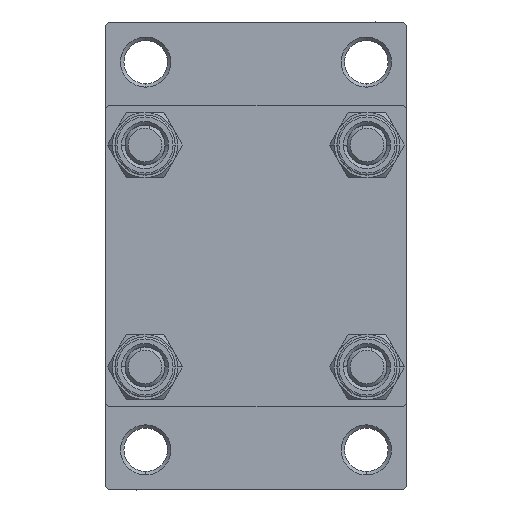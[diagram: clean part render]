
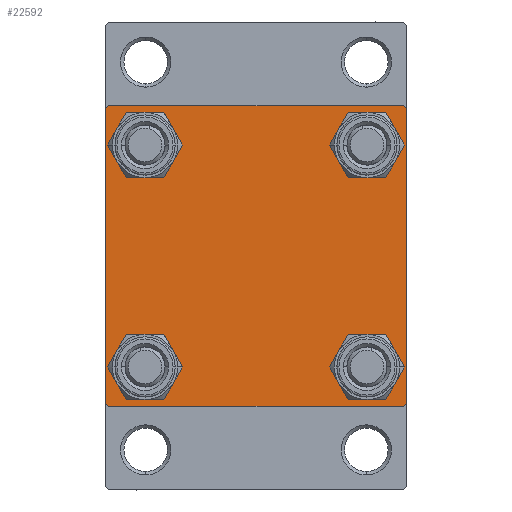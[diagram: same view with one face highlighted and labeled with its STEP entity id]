
A CAD part, left-side view. The second image highlights one B-rep face of the part: STEP entity #22592.
In plain terms, the highlighted planar face has unit normal (-1, 0, 0).
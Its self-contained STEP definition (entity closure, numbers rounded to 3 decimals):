
#155 = VERTEX_POINT ( 'NONE', #32884 ) ;
#271 = CIRCLE ( 'NONE', #44059, 3.5 ) ;
#336 = AXIS2_PLACEMENT_3D ( 'NONE', #41658, #46476, #12806 ) ;
#625 = CARTESIAN_POINT ( 'NONE',  ( 0., -22., 22.5 ) ) ;
#942 = DIRECTION ( 'NONE',  ( 1., 0., 0. ) ) ;
#1006 = EDGE_CURVE ( 'NONE', #7426, #28395, #2435, .T. ) ;
#2235 = VERTEX_POINT ( 'NONE', #14658 ) ;
#2435 = LINE ( 'NONE', #36734, #45060 ) ;
#2931 = DIRECTION ( 'NONE',  ( 0., 0., 1. ) ) ;
#3184 = DIRECTION ( 'NONE',  ( 1., 0., 0. ) ) ;
#4374 = VECTOR ( 'NONE', #28306, 1000. ) ;
#5101 = AXIS2_PLACEMENT_3D ( 'NONE', #40198, #24795, #2931 ) ;
#5594 = PLANE ( 'NONE',  #336 ) ;
#6978 = CARTESIAN_POINT ( 'NONE',  ( 0., -16.6, 20.1 ) ) ;
#7039 = DIRECTION ( 'NONE',  ( 0., 0., 1. ) ) ;
#7426 = VERTEX_POINT ( 'NONE', #20549 ) ;
#7619 = CARTESIAN_POINT ( 'NONE',  ( 0., 16.6, -16.6 ) ) ;
#8417 = AXIS2_PLACEMENT_3D ( 'NONE', #39974, #3184, #7039 ) ;
#8585 = CIRCLE ( 'NONE', #36204, 3.5 ) ;
#8764 = CARTESIAN_POINT ( 'NONE',  ( 0., -16.6, -13.1 ) ) ;
#9007 = CARTESIAN_POINT ( 'NONE',  ( 0., 16.6, -16.6 ) ) ;
#9193 = CIRCLE ( 'NONE', #25318, 3.5 ) ;
#9196 = FACE_BOUND ( 'NONE', #31139, .T. ) ;
#9214 = CARTESIAN_POINT ( 'NONE',  ( 0., 16.6, 16.6 ) ) ;
#9228 = DIRECTION ( 'NONE',  ( 1., 0., 0. ) ) ;
#9677 = FACE_BOUND ( 'NONE', #45562, .T. ) ;
#9684 = DIRECTION ( 'NONE',  ( 0., 0.707, -0.707 ) ) ;
#9789 = ORIENTED_EDGE ( 'NONE', *, *, #32125, .T. ) ;
#9911 = CIRCLE ( 'NONE', #33666, 3.5 ) ;
#10270 = VECTOR ( 'NONE', #35927, 1000. ) ;
#11052 = LINE ( 'NONE', #29056, #28634 ) ;
#11396 = EDGE_CURVE ( 'NONE', #19054, #40333, #20986, .T. ) ;
#11464 = DIRECTION ( 'NONE',  ( 0., 0., 1. ) ) ;
#11940 = VERTEX_POINT ( 'NONE', #37121 ) ;
#12430 = ORIENTED_EDGE ( 'NONE', *, *, #18012, .T. ) ;
#12572 = FACE_BOUND ( 'NONE', #45089, .T. ) ;
#12806 = DIRECTION ( 'NONE',  ( 0., 0., 1. ) ) ;
#13341 = EDGE_CURVE ( 'NONE', #2235, #23789, #9193, .T. ) ;
#13359 = ORIENTED_EDGE ( 'NONE', *, *, #21147, .F. ) ;
#13483 = CARTESIAN_POINT ( 'NONE',  ( 0., 16.6, 20.1 ) ) ;
#13538 = LINE ( 'NONE', #28173, #30447 ) ;
#13912 = VERTEX_POINT ( 'NONE', #19785 ) ;
#14088 = CARTESIAN_POINT ( 'NONE',  ( 0., 22.25, -22.25 ) ) ;
#14658 = CARTESIAN_POINT ( 'NONE',  ( 0., -16.6, 13.1 ) ) ;
#14690 = CARTESIAN_POINT ( 'NONE',  ( 0., 16.6, 16.6 ) ) ;
#14804 = LINE ( 'NONE', #14088, #35944 ) ;
#15627 = DIRECTION ( 'NONE',  ( 0., 0., 1. ) ) ;
#15643 = EDGE_LOOP ( 'NONE', ( #45635, #12430 ) ) ;
#15872 = EDGE_LOOP ( 'NONE', ( #24522, #47057, #32803, #29559, #26116, #45825, #13359, #25832 ) ) ;
#16003 = DIRECTION ( 'NONE',  ( 1., 0., 0. ) ) ;
#16093 = VERTEX_POINT ( 'NONE', #13483 ) ;
#17983 = EDGE_CURVE ( 'NONE', #44780, #28395, #36929, .T. ) ;
#18012 = EDGE_CURVE ( 'NONE', #13912, #27233, #8585, .T. ) ;
#18478 = ORIENTED_EDGE ( 'NONE', *, *, #41769, .T. ) ;
#18809 = ORIENTED_EDGE ( 'NONE', *, *, #37205, .T. ) ;
#19054 = VERTEX_POINT ( 'NONE', #32079 ) ;
#19767 = EDGE_CURVE ( 'NONE', #44780, #20124, #11052, .T. ) ;
#19785 = CARTESIAN_POINT ( 'NONE',  ( 0., 16.6, -20.1 ) ) ;
#20035 = CARTESIAN_POINT ( 'NONE',  ( 0., 22.5, -22. ) ) ;
#20124 = VERTEX_POINT ( 'NONE', #625 ) ;
#20250 = CARTESIAN_POINT ( 'NONE',  ( 0., 22., -22.5 ) ) ;
#20285 = DIRECTION ( 'NONE',  ( 1., 0., 0. ) ) ;
#20549 = CARTESIAN_POINT ( 'NONE',  ( 0., -22., -22.5 ) ) ;
#20986 = LINE ( 'NONE', #32262, #47566 ) ;
#21147 = EDGE_CURVE ( 'NONE', #19054, #20124, #21283, .T. ) ;
#21283 = LINE ( 'NONE', #35692, #10270 ) ;
#21376 = EDGE_CURVE ( 'NONE', #155, #16093, #271, .T. ) ;
#22526 = VERTEX_POINT ( 'NONE', #20035 ) ;
#22592 = ADVANCED_FACE ( 'NONE', ( #9677, #12572, #27685, #9196, #24316 ), #5594, .T. ) ;
#23110 = ORIENTED_EDGE ( 'NONE', *, *, #34039, .T. ) ;
#23656 = DIRECTION ( 'NONE',  ( 0., 0., 1. ) ) ;
#23789 = VERTEX_POINT ( 'NONE', #6978 ) ;
#23900 = CARTESIAN_POINT ( 'NONE',  ( 0., 16.6, -13.1 ) ) ;
#23991 = CARTESIAN_POINT ( 'NONE',  ( 0., -16.6, 16.6 ) ) ;
#24316 = FACE_OUTER_BOUND ( 'NONE', #15872, .T. ) ;
#24522 = ORIENTED_EDGE ( 'NONE', *, *, #32040, .T. ) ;
#24795 = DIRECTION ( 'NONE',  ( 1., 0., 0. ) ) ;
#25296 = VERTEX_POINT ( 'NONE', #8764 ) ;
#25318 = AXIS2_PLACEMENT_3D ( 'NONE', #23991, #26893, #45208 ) ;
#25451 = VECTOR ( 'NONE', #40074, 1000. ) ;
#25688 = DIRECTION ( 'NONE',  ( 0., 0.707, 0.707 ) ) ;
#25832 = ORIENTED_EDGE ( 'NONE', *, *, #11396, .T. ) ;
#26116 = ORIENTED_EDGE ( 'NONE', *, *, #17983, .F. ) ;
#26893 = DIRECTION ( 'NONE',  ( 1., 0., 0. ) ) ;
#27233 = VERTEX_POINT ( 'NONE', #23900 ) ;
#27243 = EDGE_CURVE ( 'NONE', #27233, #13912, #45695, .T. ) ;
#27447 = DIRECTION ( 'NONE',  ( 0., 0., -1. ) ) ;
#27685 = FACE_BOUND ( 'NONE', #15643, .T. ) ;
#27715 = DIRECTION ( 'NONE',  ( 0., 0., 1. ) ) ;
#28062 = CARTESIAN_POINT ( 'NONE',  ( 0., 22.5, -22.5 ) ) ;
#28173 = CARTESIAN_POINT ( 'NONE',  ( 0., 22.5, 22.5 ) ) ;
#28306 = DIRECTION ( 'NONE',  ( 0., -1., 0. ) ) ;
#28395 = VERTEX_POINT ( 'NONE', #44657 ) ;
#28634 = VECTOR ( 'NONE', #25688, 1000. ) ;
#29056 = CARTESIAN_POINT ( 'NONE',  ( 0., -22.25, 22.25 ) ) ;
#29137 = CARTESIAN_POINT ( 'NONE',  ( 0., -22.5, 22. ) ) ;
#29559 = ORIENTED_EDGE ( 'NONE', *, *, #1006, .T. ) ;
#29702 = DIRECTION ( 'NONE',  ( 1., 0., 0. ) ) ;
#30447 = VECTOR ( 'NONE', #27447, 1000. ) ;
#31139 = EDGE_LOOP ( 'NONE', ( #23110, #36642 ) ) ;
#32040 = EDGE_CURVE ( 'NONE', #40333, #22526, #13538, .T. ) ;
#32079 = CARTESIAN_POINT ( 'NONE',  ( 0., 22., 22.5 ) ) ;
#32125 = EDGE_CURVE ( 'NONE', #25296, #11940, #44294, .T. ) ;
#32262 = CARTESIAN_POINT ( 'NONE',  ( 0., 22.25, 22.25 ) ) ;
#32803 = ORIENTED_EDGE ( 'NONE', *, *, #32829, .T. ) ;
#32829 = EDGE_CURVE ( 'NONE', #35938, #7426, #46375, .T. ) ;
#32884 = CARTESIAN_POINT ( 'NONE',  ( 0., 16.6, 13.1 ) ) ;
#33365 = AXIS2_PLACEMENT_3D ( 'NONE', #9007, #16003, #23656 ) ;
#33666 = AXIS2_PLACEMENT_3D ( 'NONE', #46272, #9228, #27715 ) ;
#34039 = EDGE_CURVE ( 'NONE', #16093, #155, #34353, .T. ) ;
#34353 = CIRCLE ( 'NONE', #44395, 3.5 ) ;
#35692 = CARTESIAN_POINT ( 'NONE',  ( 0., 22.5, 22.5 ) ) ;
#35927 = DIRECTION ( 'NONE',  ( 0., -1., 0. ) ) ;
#35938 = VERTEX_POINT ( 'NONE', #20250 ) ;
#35944 = VECTOR ( 'NONE', #47261, 1000. ) ;
#36204 = AXIS2_PLACEMENT_3D ( 'NONE', #7619, #29702, #11464 ) ;
#36282 = EDGE_CURVE ( 'NONE', #22526, #35938, #14804, .T. ) ;
#36499 = DIRECTION ( 'NONE',  ( 0., -0.707, 0.707 ) ) ;
#36642 = ORIENTED_EDGE ( 'NONE', *, *, #21376, .T. ) ;
#36734 = CARTESIAN_POINT ( 'NONE',  ( 0., -22.25, -22.25 ) ) ;
#36929 = LINE ( 'NONE', #43941, #25451 ) ;
#37121 = CARTESIAN_POINT ( 'NONE',  ( 0., -16.6, -20.1 ) ) ;
#37205 = EDGE_CURVE ( 'NONE', #23789, #2235, #9911, .T. ) ;
#37866 = CARTESIAN_POINT ( 'NONE',  ( 0., 22.5, 22. ) ) ;
#38331 = CIRCLE ( 'NONE', #8417, 3.5 ) ;
#39974 = CARTESIAN_POINT ( 'NONE',  ( 0., -16.6, -16.6 ) ) ;
#40074 = DIRECTION ( 'NONE',  ( 0., 0., -1. ) ) ;
#40198 = CARTESIAN_POINT ( 'NONE',  ( 0., -16.6, -16.6 ) ) ;
#40333 = VERTEX_POINT ( 'NONE', #37866 ) ;
#41658 = CARTESIAN_POINT ( 'NONE',  ( 0., 0., 0. ) ) ;
#41769 = EDGE_CURVE ( 'NONE', #11940, #25296, #38331, .T. ) ;
#43886 = ORIENTED_EDGE ( 'NONE', *, *, #13341, .T. ) ;
#43941 = CARTESIAN_POINT ( 'NONE',  ( 0., -22.5, 22.5 ) ) ;
#44059 = AXIS2_PLACEMENT_3D ( 'NONE', #9214, #20285, #45318 ) ;
#44294 = CIRCLE ( 'NONE', #5101, 3.5 ) ;
#44395 = AXIS2_PLACEMENT_3D ( 'NONE', #14690, #942, #15627 ) ;
#44657 = CARTESIAN_POINT ( 'NONE',  ( 0., -22.5, -22. ) ) ;
#44780 = VERTEX_POINT ( 'NONE', #29137 ) ;
#45060 = VECTOR ( 'NONE', #36499, 1000. ) ;
#45089 = EDGE_LOOP ( 'NONE', ( #9789, #18478 ) ) ;
#45208 = DIRECTION ( 'NONE',  ( 0., 0., 1. ) ) ;
#45318 = DIRECTION ( 'NONE',  ( 0., 0., 1. ) ) ;
#45562 = EDGE_LOOP ( 'NONE', ( #18809, #43886 ) ) ;
#45635 = ORIENTED_EDGE ( 'NONE', *, *, #27243, .T. ) ;
#45695 = CIRCLE ( 'NONE', #33365, 3.5 ) ;
#45825 = ORIENTED_EDGE ( 'NONE', *, *, #19767, .T. ) ;
#46272 = CARTESIAN_POINT ( 'NONE',  ( 0., -16.6, 16.6 ) ) ;
#46375 = LINE ( 'NONE', #28062, #4374 ) ;
#46476 = DIRECTION ( 'NONE',  ( -1., 0., 0. ) ) ;
#47057 = ORIENTED_EDGE ( 'NONE', *, *, #36282, .T. ) ;
#47261 = DIRECTION ( 'NONE',  ( 0., -0.707, -0.707 ) ) ;
#47566 = VECTOR ( 'NONE', #9684, 1000. ) ;
